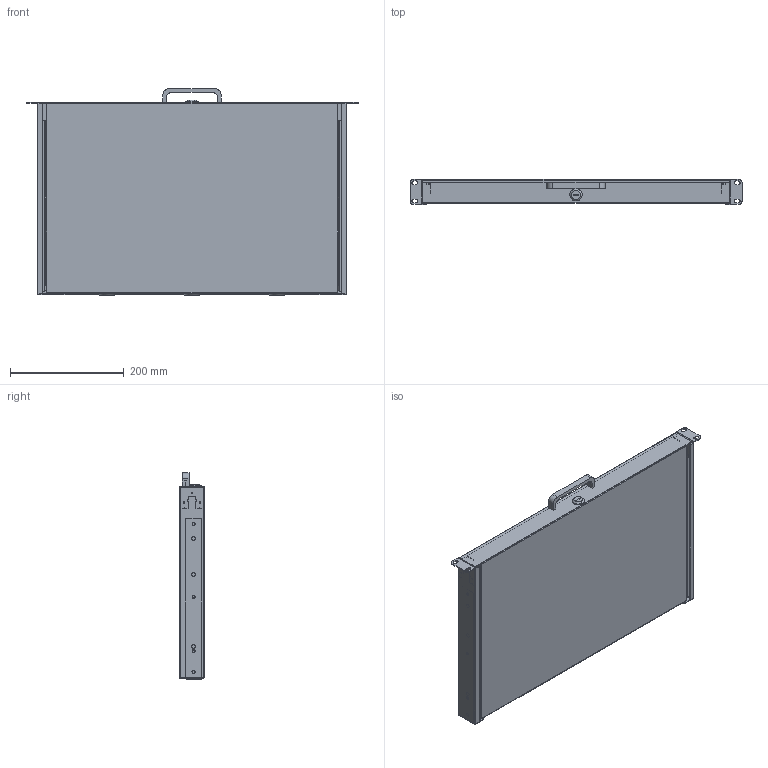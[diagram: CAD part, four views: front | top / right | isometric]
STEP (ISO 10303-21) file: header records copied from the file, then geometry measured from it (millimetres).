
FILE_DESCRIPTION (( 'STEP AP214' ), '1' );
FILE_NAME ('LC23INDR1U_3D.step', '2024-04-04T23:18:14', ( '' ), ( '' ), 'SwSTEP 2.0', 'SolidWorks 2022', '' );
FILE_SCHEMA (( 'AUTOMOTIVE_DESIGN' ));
Length unit declared in the file: millimetre
Products named in the file (16): cable gland^LC23INDR1U; LC23INDR1U_3D; slide 3^LC23INDR1U; drawer cab^LC23INDR1U; 1U rack ear, rt^drawer cab_LC23INDR1U; 1U rack ear, lf^drawer cab_LC23INDR1U; slide 5^LC23INDR1U; drawer pull^LC23INDR1U; slide 4^LC23INDR1U; door lock^LC23INDR1U; 1U drawer 23in rack^LC23INDR1U; slide 2^LC23INDR1U; 1U drawer cab 23in rack^drawer cab_LC23INDR1U; lock catch^drawer cab_LC23INDR1U; door latch^LC23INDR1U; slide 1^LC23INDR1U
Assembly tree (22 placements, depth 3):
  LC23INDR1U_3D
    drawer cab^LC23INDR1U
      1U drawer cab 23in rack^drawer cab_LC23INDR1U
      lock catch^drawer cab_LC23INDR1U
      1U rack ear, lf^drawer cab_LC23INDR1U
      1U rack ear, rt^drawer cab_LC23INDR1U
    1U drawer 23in rack^LC23INDR1U
    door lock^LC23INDR1U
    drawer pull^LC23INDR1U
    door latch^LC23INDR1U
    cable gland^LC23INDR1U  x3
    slide 1^LC23INDR1U  x2
    slide 2^LC23INDR1U  x2
    slide 3^LC23INDR1U  x2
    slide 4^LC23INDR1U  x2
    slide 5^LC23INDR1U  x2
Bounding box: 584.2 x 43.5 x 362.8 mm (x, y, z)
Volume: 681005.4 mm3; surface area: 1143123.4 mm2
Topology: 33 solids, 33 shells, 1147 faces, 2925 edges, 1858 vertices
Faces by surface type: plane 631, cylinder 494, bspline 8, cone 8, torus 6
Entity records: 24633 total; most frequent: CARTESIAN_POINT 4420, DIRECTION 4181, ORIENTED_EDGE 3902, EDGE_CURVE 1951, AXIS2_PLACEMENT_3D 1457, VECTOR 1267, LINE 1267, VERTEX_POINT 1232
